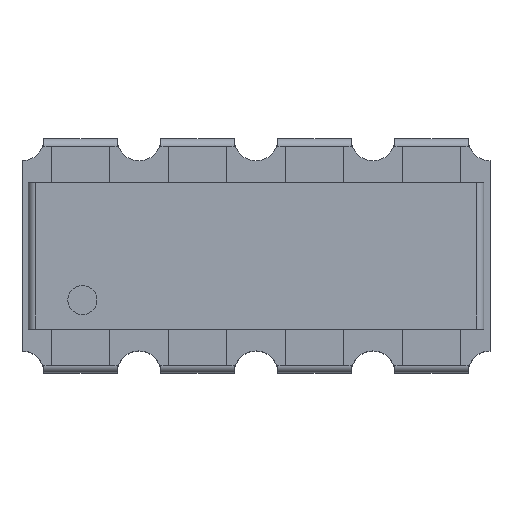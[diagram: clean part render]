
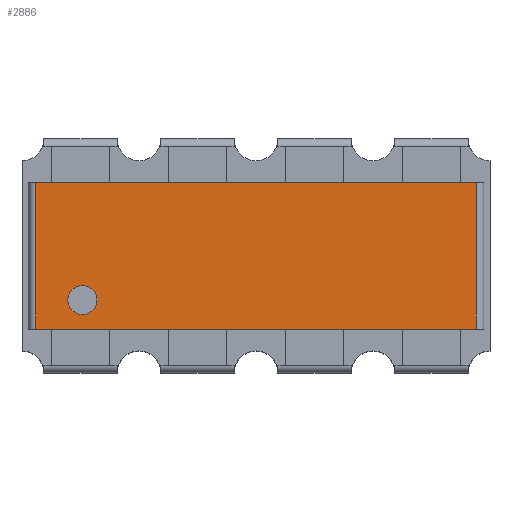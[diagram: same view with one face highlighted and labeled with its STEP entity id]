
A CAD part, top view. The second image highlights one B-rep face of the part: STEP entity #2886.
In plain terms, the highlighted planar face has unit normal (0, 0, 1).
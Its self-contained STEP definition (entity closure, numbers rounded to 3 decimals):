
#132 = LINE ( 'NONE', #2529, #1474 ) ;
#138 = DIRECTION ( 'NONE',  ( -1., 0., 0. ) ) ;
#158 = LINE ( 'NONE', #7474, #2102 ) ;
#1110 = VECTOR ( 'NONE', #138, 1000. ) ;
#1390 = DIRECTION ( 'NONE',  ( 1., 0., 0. ) ) ;
#1465 = DIRECTION ( 'NONE',  ( 0., 1., 0. ) ) ;
#1474 = VECTOR ( 'NONE', #7324, 1000. ) ;
#1594 = EDGE_CURVE ( 'NONE', #4972, #2174, #132, .T. ) ;
#2102 = VECTOR ( 'NONE', #1465, 1000. ) ;
#2174 = VERTEX_POINT ( 'NONE', #5414 ) ;
#2227 = VERTEX_POINT ( 'NONE', #3069 ) ;
#2529 = CARTESIAN_POINT ( 'NONE',  ( -1.507, -0.52, 0.7 ) ) ;
#2598 = CARTESIAN_POINT ( 'NONE',  ( -1.507, -0.5, 0.7 ) ) ;
#2886 = ADVANCED_FACE ( 'NONE', ( #2962 ), #4802, .T. ) ;
#2962 = FACE_OUTER_BOUND ( 'NONE', #3096, .T. ) ;
#3000 = EDGE_CURVE ( 'NONE', #2174, #2227, #5529, .T. ) ;
#3069 = CARTESIAN_POINT ( 'NONE',  ( 1.507, 0.5, 0.7 ) ) ;
#3096 = EDGE_LOOP ( 'NONE', ( #3577, #6923, #5831, #5846 ) ) ;
#3423 = VERTEX_POINT ( 'NONE', #5169 ) ;
#3577 = ORIENTED_EDGE ( 'NONE', *, *, #1594, .F. ) ;
#3884 = EDGE_CURVE ( 'NONE', #3423, #2227, #158, .T. ) ;
#3990 = EDGE_CURVE ( 'NONE', #3423, #4972, #6779, .T. ) ;
#4802 = PLANE ( 'NONE',  #7161 ) ;
#4868 = DIRECTION ( 'NONE',  ( 1., 0., 0. ) ) ;
#4944 = CARTESIAN_POINT ( 'NONE',  ( -2.161, 0.5, 0.7 ) ) ;
#4972 = VERTEX_POINT ( 'NONE', #2598 ) ;
#5169 = CARTESIAN_POINT ( 'NONE',  ( 1.507, -0.5, 0.7 ) ) ;
#5414 = CARTESIAN_POINT ( 'NONE',  ( -1.507, 0.5, 0.7 ) ) ;
#5529 = LINE ( 'NONE', #4944, #7799 ) ;
#5664 = CARTESIAN_POINT ( 'NONE',  ( 0., 0., 0.7 ) ) ;
#5831 = ORIENTED_EDGE ( 'NONE', *, *, #3884, .T. ) ;
#5846 = ORIENTED_EDGE ( 'NONE', *, *, #3000, .F. ) ;
#6512 = CARTESIAN_POINT ( 'NONE',  ( 2.161, -0.5, 0.7 ) ) ;
#6779 = LINE ( 'NONE', #6512, #1110 ) ;
#6923 = ORIENTED_EDGE ( 'NONE', *, *, #3990, .F. ) ;
#7161 = AXIS2_PLACEMENT_3D ( 'NONE', #5664, #7477, #1390 ) ;
#7324 = DIRECTION ( 'NONE',  ( 0., 1., 0. ) ) ;
#7474 = CARTESIAN_POINT ( 'NONE',  ( 1.507, 0., 0.7 ) ) ;
#7477 = DIRECTION ( 'NONE',  ( 0., 0., 1. ) ) ;
#7799 = VECTOR ( 'NONE', #4868, 1000. ) ;
